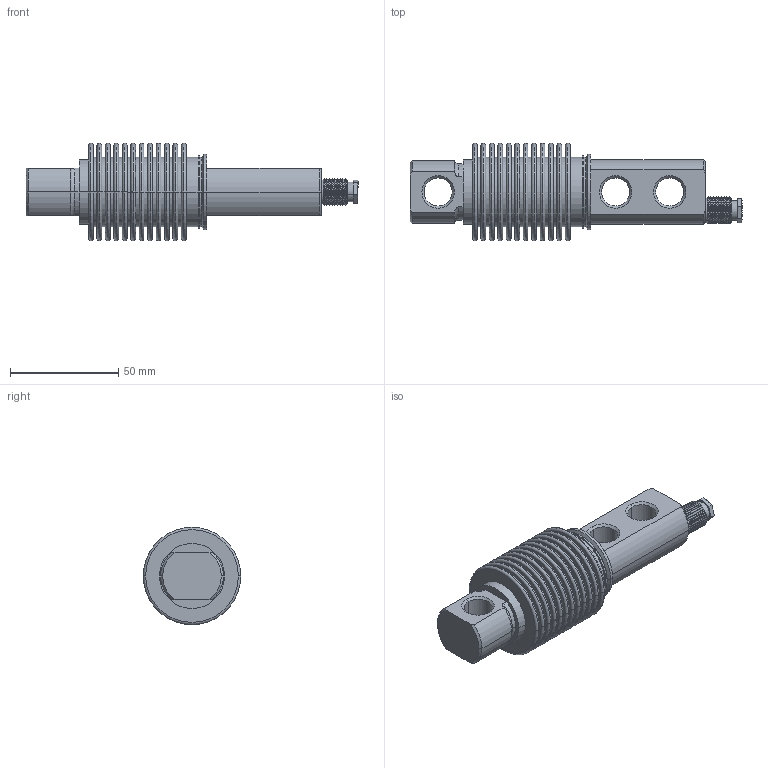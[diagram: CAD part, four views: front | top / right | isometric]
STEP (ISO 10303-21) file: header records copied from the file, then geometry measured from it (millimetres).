
FILE_DESCRIPTION(('STEP AP214'),'1');
FILE_NAME('FCAX 30-50-75-150-300-500-750-1000-1500 kg.stp','2018-01-12T11:05:57',(' '),(' '),'Spatial InterOp 3D',' ',' ');
FILE_SCHEMA(('AUTOMOTIVE_DESIGN { 1 0 10303 214 1 1 1 1 }'));
Length unit declared in the file: metre
Products named in the file (3): FCAX 30-50-75-150-300-500-750-1000-1500 kg; corpo; pressacavo ¼ GAS
Assembly tree (2 placements, depth 2):
  FCAX 30-50-75-150-300-500-750-1000-1500 kg
    corpo
    pressacavo ¼ GAS
Bounding box: 153.38 x 45 x 45 mm (x, y, z)
Volume: 105236.8 mm3; surface area: 36023.3 mm2
Topology: 2 solids, 2 shells, 267 faces, 556 edges, 326 vertices
Faces by surface type: torus 84, cone 78, cylinder 58, plane 47
Entity records: 9442 total; most frequent: DIRECTION 1440, CARTESIAN_POINT 1299, ORIENTED_EDGE 1112, AXIS2_PLACEMENT_3D 650, EDGE_CURVE 556, CIRCLE 380, VERTEX_POINT 326, EDGE_LOOP 306
